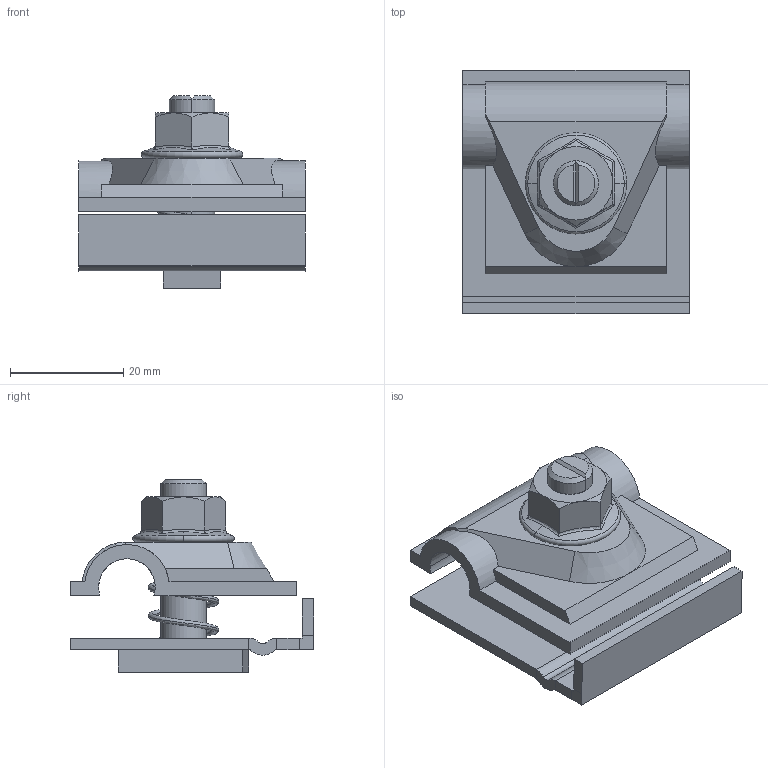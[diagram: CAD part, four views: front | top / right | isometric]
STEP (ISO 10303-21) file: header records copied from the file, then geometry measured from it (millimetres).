
FILE_DESCRIPTION (( 'STEP AP214' ), '1' );
FILE_NAME ('5051520.STEP', '2024-09-16T08:33:55', ( '' ), ( '' ), 'SwSTEP 2.0', 'SolidWorks 2022', '' );
FILE_SCHEMA (( 'AUTOMOTIVE_DESIGN' ));
Length unit declared in the file: millimetre
Products named in the file (6): 237552; 0072742; 020262_DIN EN 1661 - M8; 5051520; 237571_M8; 237532
Assembly tree (5 placements, depth 2):
  5051520
    237571_M8
    237532
    020262_DIN EN 1661 - M8
    0072742
    237552
Bounding box: 40 x 43 x 34 mm (x, y, z)
Volume: 13046.3 mm3; surface area: 11828.5 mm2
Topology: 5 solids, 5 shells, 124 faces, 298 edges, 186 vertices
Faces by surface type: plane 69, cylinder 29, cone 16, bspline 8, torus 2
Entity records: 6068 total; most frequent: CARTESIAN_POINT 2792, ORIENTED_EDGE 596, DIRECTION 578, EDGE_CURVE 298, AXIS2_PLACEMENT_3D 206, VERTEX_POINT 186, LINE 166, VECTOR 166
